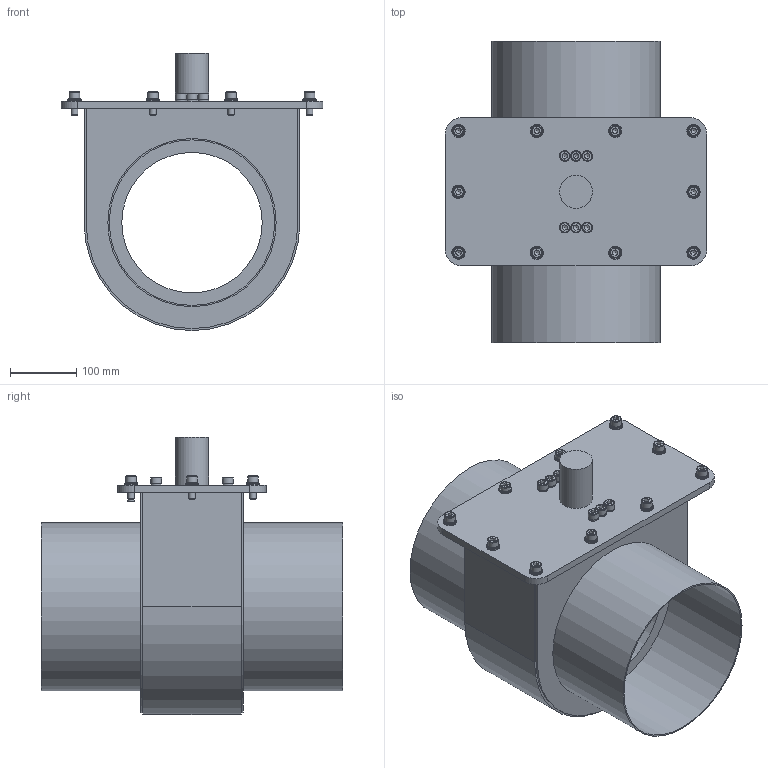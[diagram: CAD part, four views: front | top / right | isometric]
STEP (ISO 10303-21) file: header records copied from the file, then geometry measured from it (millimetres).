
FILE_DESCRIPTION (( 'STEP AP214' ), '1' );
FILE_NAME ('P-089-030-rev-B-M212-Pro.STEP', '2026-01-02T09:25:19', ( '' ), ( '' ), 'SwSTEP 2.0', 'SolidWorks 2024', '' );
FILE_SCHEMA (( 'AUTOMOTIVE_DESIGN' ));
Length unit declared in the file: millimetre
Products named in the file (1): P-089-030-rev-B-M212-Pro
Bounding box: 395 x 455 x 418.45 mm (x, y, z)
Volume: 11327039.1 mm3; surface area: 1010815 mm2
Topology: 11 solids, 17 shells, 510 faces, 1129 edges, 711 vertices
Faces by surface type: plane 321, cylinder 103, torus 50, cone 36
Full cylindrical faces by diameter (mm): 10 x24, 10.35 x6, 10.5 x8, 15.88 x6, 16 x16, 20 x10, 50 x1, 212 x1, 250 x2, 254 x2
Entity records: 13797 total; most frequent: CARTESIAN_POINT 2275, DIRECTION 2268, ORIENTED_EDGE 1840, EDGE_CURVE 920, AXIS2_PLACEMENT_3D 877, EDGE_LOOP 724, VERTEX_POINT 644, FACE_OUTER_BOUND 616
